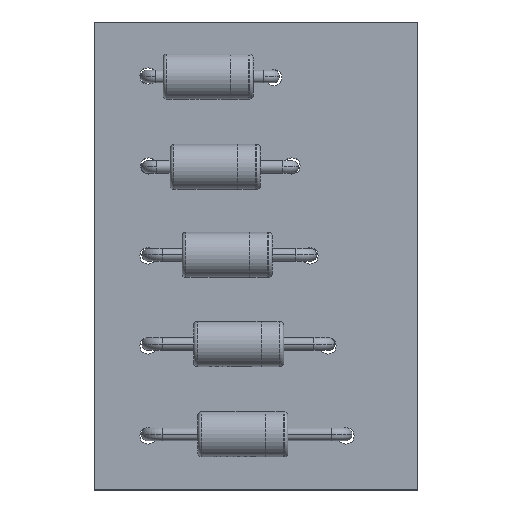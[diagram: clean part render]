
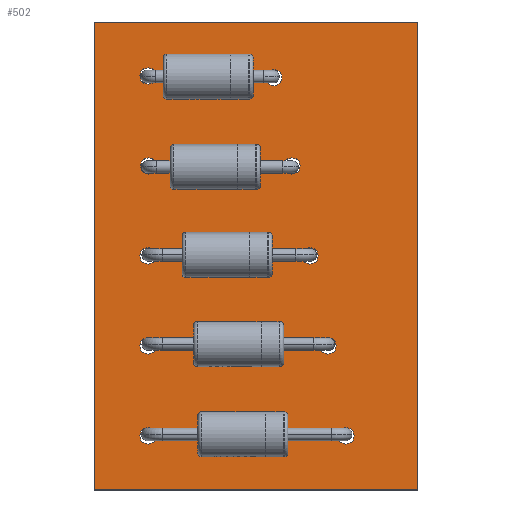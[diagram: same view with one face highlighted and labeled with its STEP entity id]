
A CAD part, top view. The second image highlights one B-rep face of the part: STEP entity #502.
In plain terms, the highlighted planar face has unit normal (0, 0, 1).
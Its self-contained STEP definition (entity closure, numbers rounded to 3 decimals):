
#53 = VERTEX_POINT('',#54);
#54 = CARTESIAN_POINT('',(-3.,3.,0.));
#71 = VERTEX_POINT('',#72);
#72 = CARTESIAN_POINT('',(15.,3.,0.));
#78 = EDGE_CURVE('',#53,#71,#79,.T.);
#79 = LINE('',#80,#81);
#80 = CARTESIAN_POINT('',(-3.,3.,0.));
#81 = VECTOR('',#82,1.);
#82 = DIRECTION('',(1.,0.,0.));
#102 = VERTEX_POINT('',#103);
#103 = CARTESIAN_POINT('',(15.,-23.,0.));
#109 = EDGE_CURVE('',#71,#102,#110,.T.);
#110 = LINE('',#111,#112);
#111 = CARTESIAN_POINT('',(15.,3.,0.));
#112 = VECTOR('',#113,1.);
#113 = DIRECTION('',(0.,-1.,0.));
#133 = VERTEX_POINT('',#134);
#134 = CARTESIAN_POINT('',(-3.,-23.,0.));
#140 = EDGE_CURVE('',#102,#133,#141,.T.);
#141 = LINE('',#142,#143);
#142 = CARTESIAN_POINT('',(15.,-23.,0.));
#143 = VECTOR('',#144,1.);
#144 = DIRECTION('',(-1.,0.,0.));
#162 = EDGE_CURVE('',#133,#53,#163,.T.);
#163 = LINE('',#164,#165);
#164 = CARTESIAN_POINT('',(-3.,-23.,0.));
#165 = VECTOR('',#166,1.);
#166 = DIRECTION('',(0.,1.,0.));
#177 = VERTEX_POINT('',#178);
#178 = CARTESIAN_POINT('',(0.45,0.,0.));
#194 = EDGE_CURVE('',#177,#177,#195,.T.);
#195 = CIRCLE('',#196,0.45);
#196 = AXIS2_PLACEMENT_3D('',#197,#198,#199);
#197 = CARTESIAN_POINT('',(0.,0.,0.));
#198 = DIRECTION('',(0.,0.,-1.));
#199 = DIRECTION('',(1.,0.,0.));
#210 = VERTEX_POINT('',#211);
#211 = CARTESIAN_POINT('',(7.443,-0.092,0.)
  );
#227 = EDGE_CURVE('',#210,#210,#228,.T.);
#228 = CIRCLE('',#229,0.45);
#229 = AXIS2_PLACEMENT_3D('',#230,#231,#232);
#230 = CARTESIAN_POINT('',(6.993,-0.092,0.)
  );
#231 = DIRECTION('',(0.,0.,-1.));
#232 = DIRECTION('',(1.,0.,0.));
#243 = VERTEX_POINT('',#244);
#244 = CARTESIAN_POINT('',(0.49,-5.,0.));
#260 = EDGE_CURVE('',#243,#243,#261,.T.);
#261 = CIRCLE('',#262,0.45);
#262 = AXIS2_PLACEMENT_3D('',#263,#264,#265);
#263 = CARTESIAN_POINT('',(0.04,-5.,0.)
  );
#264 = DIRECTION('',(0.,0.,-1.));
#265 = DIRECTION('',(1.,0.,0.));
#276 = VERTEX_POINT('',#277);
#277 = CARTESIAN_POINT('',(8.45,-5.,0.));
#293 = EDGE_CURVE('',#276,#276,#294,.T.);
#294 = CIRCLE('',#295,0.45);
#295 = AXIS2_PLACEMENT_3D('',#296,#297,#298);
#296 = CARTESIAN_POINT('',(8.,-5.,0.));
#297 = DIRECTION('',(0.,0.,-1.));
#298 = DIRECTION('',(1.,0.,0.));
#309 = VERTEX_POINT('',#310);
#310 = CARTESIAN_POINT('',(0.45,-10.,0.));
#326 = EDGE_CURVE('',#309,#309,#327,.T.);
#327 = CIRCLE('',#328,0.45);
#328 = AXIS2_PLACEMENT_3D('',#329,#330,#331);
#329 = CARTESIAN_POINT('',(0.,-10.,0.));
#330 = DIRECTION('',(0.,0.,-1.));
#331 = DIRECTION('',(1.,0.,0.));
#342 = VERTEX_POINT('',#343);
#343 = CARTESIAN_POINT('',(9.45,-10.,0.));
#359 = EDGE_CURVE('',#342,#342,#360,.T.);
#360 = CIRCLE('',#361,0.45);
#361 = AXIS2_PLACEMENT_3D('',#362,#363,#364);
#362 = CARTESIAN_POINT('',(9.,-10.,0.));
#363 = DIRECTION('',(0.,0.,-1.));
#364 = DIRECTION('',(1.,0.,0.));
#375 = VERTEX_POINT('',#376);
#376 = CARTESIAN_POINT('',(0.45,-15.,0.));
#392 = EDGE_CURVE('',#375,#375,#393,.T.);
#393 = CIRCLE('',#394,0.45);
#394 = AXIS2_PLACEMENT_3D('',#395,#396,#397);
#395 = CARTESIAN_POINT('',(0.,-15.,0.));
#396 = DIRECTION('',(0.,0.,-1.));
#397 = DIRECTION('',(1.,0.,0.));
#408 = VERTEX_POINT('',#409);
#409 = CARTESIAN_POINT('',(10.45,-15.,0.));
#425 = EDGE_CURVE('',#408,#408,#426,.T.);
#426 = CIRCLE('',#427,0.45);
#427 = AXIS2_PLACEMENT_3D('',#428,#429,#430);
#428 = CARTESIAN_POINT('',(10.,-15.,0.));
#429 = DIRECTION('',(0.,0.,-1.));
#430 = DIRECTION('',(1.,0.,0.));
#441 = VERTEX_POINT('',#442);
#442 = CARTESIAN_POINT('',(0.45,-20.,0.));
#458 = EDGE_CURVE('',#441,#441,#459,.T.);
#459 = CIRCLE('',#460,0.45);
#460 = AXIS2_PLACEMENT_3D('',#461,#462,#463);
#461 = CARTESIAN_POINT('',(0.,-20.,0.));
#462 = DIRECTION('',(0.,0.,-1.));
#463 = DIRECTION('',(1.,0.,0.));
#474 = VERTEX_POINT('',#475);
#475 = CARTESIAN_POINT('',(11.45,-20.,0.));
#491 = EDGE_CURVE('',#474,#474,#492,.T.);
#492 = CIRCLE('',#493,0.45);
#493 = AXIS2_PLACEMENT_3D('',#494,#495,#496);
#494 = CARTESIAN_POINT('',(11.,-20.,0.));
#495 = DIRECTION('',(0.,0.,-1.));
#496 = DIRECTION('',(1.,0.,0.));
#502 = ADVANCED_FACE('',(#503,#509,#512,#515,#518,#521,#524,#527,#530,
    #533,#536),#539,.T.);
#503 = FACE_BOUND('',#504,.F.);
#504 = EDGE_LOOP('',(#505,#506,#507,#508));
#505 = ORIENTED_EDGE('',*,*,#78,.T.);
#506 = ORIENTED_EDGE('',*,*,#109,.T.);
#507 = ORIENTED_EDGE('',*,*,#140,.T.);
#508 = ORIENTED_EDGE('',*,*,#162,.T.);
#509 = FACE_BOUND('',#510,.F.);
#510 = EDGE_LOOP('',(#511));
#511 = ORIENTED_EDGE('',*,*,#194,.T.);
#512 = FACE_BOUND('',#513,.F.);
#513 = EDGE_LOOP('',(#514));
#514 = ORIENTED_EDGE('',*,*,#227,.T.);
#515 = FACE_BOUND('',#516,.F.);
#516 = EDGE_LOOP('',(#517));
#517 = ORIENTED_EDGE('',*,*,#260,.T.);
#518 = FACE_BOUND('',#519,.F.);
#519 = EDGE_LOOP('',(#520));
#520 = ORIENTED_EDGE('',*,*,#293,.T.);
#521 = FACE_BOUND('',#522,.F.);
#522 = EDGE_LOOP('',(#523));
#523 = ORIENTED_EDGE('',*,*,#326,.T.);
#524 = FACE_BOUND('',#525,.F.);
#525 = EDGE_LOOP('',(#526));
#526 = ORIENTED_EDGE('',*,*,#359,.T.);
#527 = FACE_BOUND('',#528,.F.);
#528 = EDGE_LOOP('',(#529));
#529 = ORIENTED_EDGE('',*,*,#392,.T.);
#530 = FACE_BOUND('',#531,.F.);
#531 = EDGE_LOOP('',(#532));
#532 = ORIENTED_EDGE('',*,*,#425,.T.);
#533 = FACE_BOUND('',#534,.F.);
#534 = EDGE_LOOP('',(#535));
#535 = ORIENTED_EDGE('',*,*,#458,.T.);
#536 = FACE_BOUND('',#537,.F.);
#537 = EDGE_LOOP('',(#538));
#538 = ORIENTED_EDGE('',*,*,#491,.T.);
#539 = PLANE('',#540);
#540 = AXIS2_PLACEMENT_3D('',#541,#542,#543);
#541 = CARTESIAN_POINT('',(-3.,3.,0.));
#542 = DIRECTION('',(0.,0.,1.));
#543 = DIRECTION('',(1.,0.,0.));
